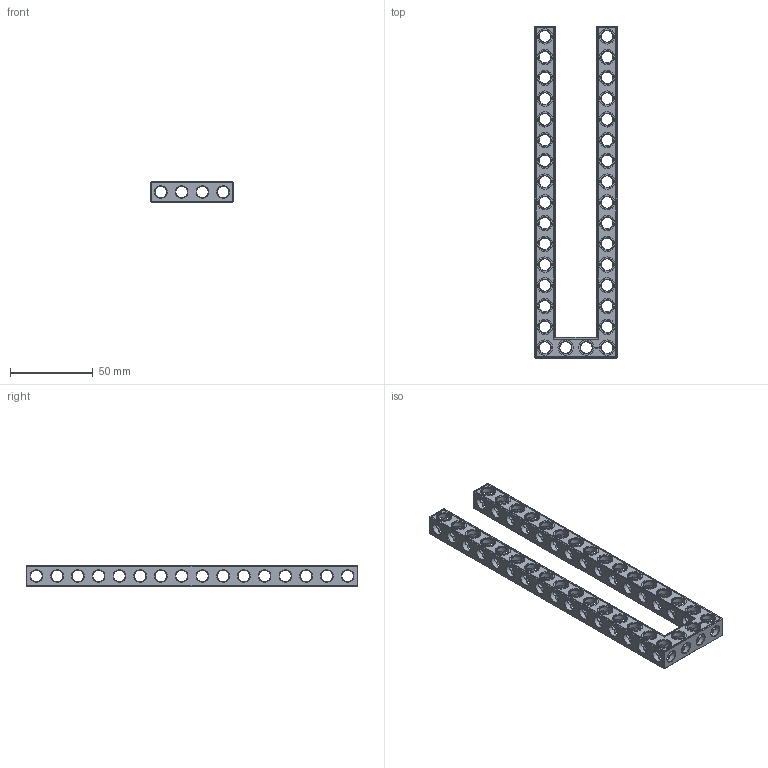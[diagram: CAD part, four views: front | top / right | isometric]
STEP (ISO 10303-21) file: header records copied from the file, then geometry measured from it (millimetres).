
FILE_DESCRIPTION(('FreeCAD Model'),'2;1');
FILE_NAME('Open CASCADE Shape Model','2022-02-23T00:54:22',( 'Paulo Kiefe'),('STEMFIE.org'),'Open CASCADE STEP processor 7.4', 'FreeCAD','Unknown');
FILE_SCHEMA(('AUTOMOTIVE_DESIGN { 1 0 10303 214 1 1 1 1 }'));
Products named in the file (1): Beam_AGD_ESS_USH_SYM_BU04x16x01_-_SPN-BEM-0334_(stemfie.org)
Bounding box: 50 x 200 x 12.5 mm (x, y, z)
Volume: 33233.3 mm3; surface area: 29687.6 mm2
Topology: 1 solids, 1 shells, 933 faces, 2810 edges, 1810 vertices
Faces by surface type: plane 420, cylinder 205, extrusion 170, cone 138
Full cylindrical faces by diameter (mm): 6.98 x34, 7 x137, 9.2 x34
Entity records: 216754 total; most frequent: CARTESIAN_POINT 164548, DIRECTION 8302, ORIENTED_EDGE 5620, PCURVE 5620, DEFINITIONAL_REPRESENTATION 5620, VECTOR 5418, LINE 5248, EDGE_CURVE 2810
